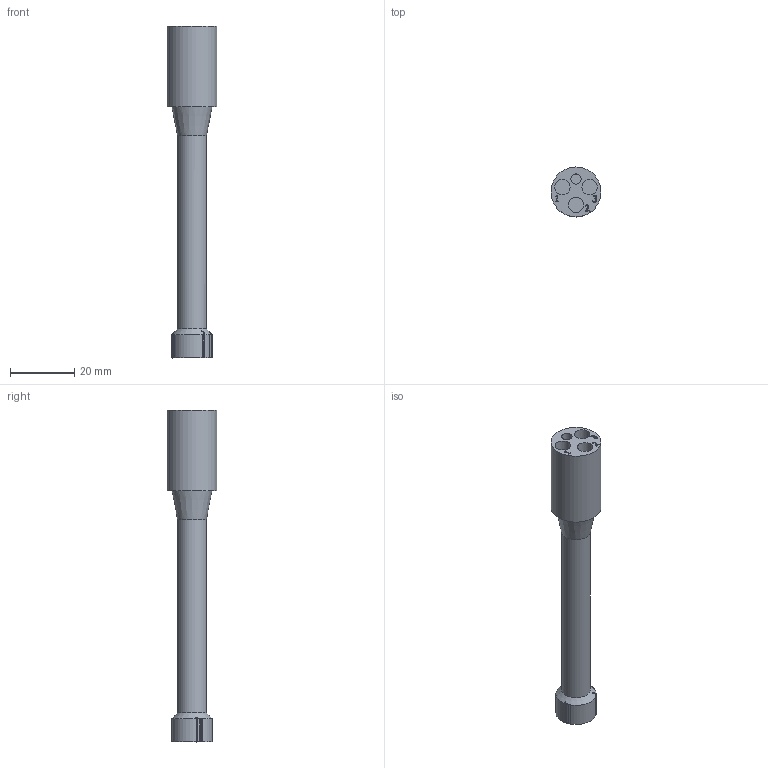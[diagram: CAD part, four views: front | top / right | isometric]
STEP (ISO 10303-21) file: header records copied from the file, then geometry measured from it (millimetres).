
FILE_DESCRIPTION(/* description */ (''),/* implementation_level */ '2;1');
FILE_NAME(/* name */ 'MCDC3F.stp',/* time_stamp */ '2014-11-26T08:59:11+01:00',/* author */ ('sh'),/* organization */ (''),/* preprocessor_version */ 'ST-DEVELOPER v15.2',/* originating_system */ 'Autodesk Inventor 2014',/* authorisation */ '');
FILE_SCHEMA (('AUTOMOTIVE_DESIGN { 1 0 10303 214 3 1 1 }'));
Length unit declared in the file: millimetre
Products named in the file (1): MCDC3F
Bounding box: 15.5 x 15.5 x 103 mm (x, y, z)
Volume: 9626.8 mm3; surface area: 4676.1 mm2
Topology: 2 solids, 2 shells, 153 faces, 423 edges, 282 vertices
Faces by surface type: plane 66, bspline 59, cylinder 19, cone 9
Full cylindrical faces by diameter (mm): 3.2 x1, 4.8 x3, 9 x1, 15.5 x1
Entity records: 5429 total; most frequent: CARTESIAN_POINT 2032, ORIENTED_EDGE 824, DIRECTION 462, EDGE_CURVE 412, VERTEX_POINT 279, LINE 194, VECTOR 194, EDGE_LOOP 169
